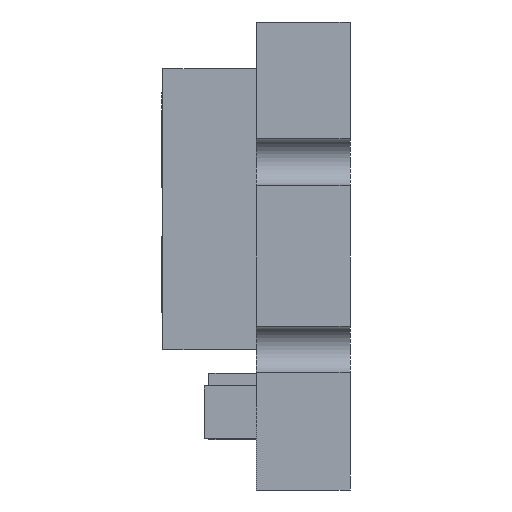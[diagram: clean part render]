
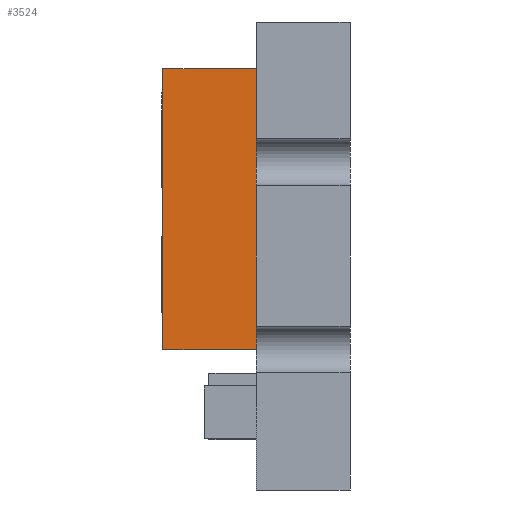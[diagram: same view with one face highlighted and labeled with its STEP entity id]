
A CAD part, left-side view. The second image highlights one B-rep face of the part: STEP entity #3524.
In plain terms, the highlighted planar face has unit normal (-1, 0, 0).
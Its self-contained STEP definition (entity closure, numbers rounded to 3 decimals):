
#96 = LINE ( 'NONE', #2734, #8888 ) ;
#1162 = DIRECTION ( 'NONE',  ( 0., 0., -1. ) ) ;
#1208 = CARTESIAN_POINT ( 'NONE',  ( -2.7, 2., 2. ) ) ;
#1720 = LINE ( 'NONE', #10624, #7825 ) ;
#2100 = CARTESIAN_POINT ( 'NONE',  ( -2.7, 1., 2. ) ) ;
#2589 = LINE ( 'NONE', #6090, #19795 ) ;
#2734 = CARTESIAN_POINT ( 'NONE',  ( -2.7, 2., -1. ) ) ;
#3069 = EDGE_CURVE ( 'NONE', #18637, #9928, #17629, .T. ) ;
#3087 = DIRECTION ( 'NONE',  ( 0., -1., 0. ) ) ;
#3221 = CARTESIAN_POINT ( 'NONE',  ( -2.7, 2., 2. ) ) ;
#3524 = ADVANCED_FACE ( 'NONE', ( #16675 ), #4302, .F. ) ;
#3552 = VECTOR ( 'NONE', #10705, 1000. ) ;
#4302 = PLANE ( 'NONE',  #19419 ) ;
#5721 = CARTESIAN_POINT ( 'NONE',  ( -2.7, 2., -1. ) ) ;
#6090 = CARTESIAN_POINT ( 'NONE',  ( -2.7, 1., -1. ) ) ;
#6400 = EDGE_CURVE ( 'NONE', #10426, #9928, #2589, .T. ) ;
#7375 = DIRECTION ( 'NONE',  ( 1., 0., 0. ) ) ;
#7615 = CARTESIAN_POINT ( 'NONE',  ( -2.7, 1., -1. ) ) ;
#7825 = VECTOR ( 'NONE', #3087, 1000. ) ;
#8365 = EDGE_CURVE ( 'NONE', #16080, #10426, #1720, .T. ) ;
#8886 = CARTESIAN_POINT ( 'NONE',  ( -2.7, 2., -1. ) ) ;
#8888 = VECTOR ( 'NONE', #18196, 1000. ) ;
#9928 = VERTEX_POINT ( 'NONE', #2100 ) ;
#10426 = VERTEX_POINT ( 'NONE', #7615 ) ;
#10624 = CARTESIAN_POINT ( 'NONE',  ( -2.7, 2., -1. ) ) ;
#10705 = DIRECTION ( 'NONE',  ( 0., -1., 0. ) ) ;
#12464 = ORIENTED_EDGE ( 'NONE', *, *, #17564, .F. ) ;
#12889 = ORIENTED_EDGE ( 'NONE', *, *, #3069, .F. ) ;
#13067 = ORIENTED_EDGE ( 'NONE', *, *, #6400, .T. ) ;
#13270 = EDGE_LOOP ( 'NONE', ( #13067, #12889, #12464, #17945 ) ) ;
#13818 = DIRECTION ( 'NONE',  ( 0., 0., 1. ) ) ;
#16080 = VERTEX_POINT ( 'NONE', #8886 ) ;
#16675 = FACE_OUTER_BOUND ( 'NONE', #13270, .T. ) ;
#17564 = EDGE_CURVE ( 'NONE', #16080, #18637, #96, .T. ) ;
#17629 = LINE ( 'NONE', #1208, #3552 ) ;
#17945 = ORIENTED_EDGE ( 'NONE', *, *, #8365, .T. ) ;
#18196 = DIRECTION ( 'NONE',  ( 0., 0., 1. ) ) ;
#18637 = VERTEX_POINT ( 'NONE', #3221 ) ;
#19419 = AXIS2_PLACEMENT_3D ( 'NONE', #5721, #7375, #1162 ) ;
#19795 = VECTOR ( 'NONE', #13818, 1000. ) ;
